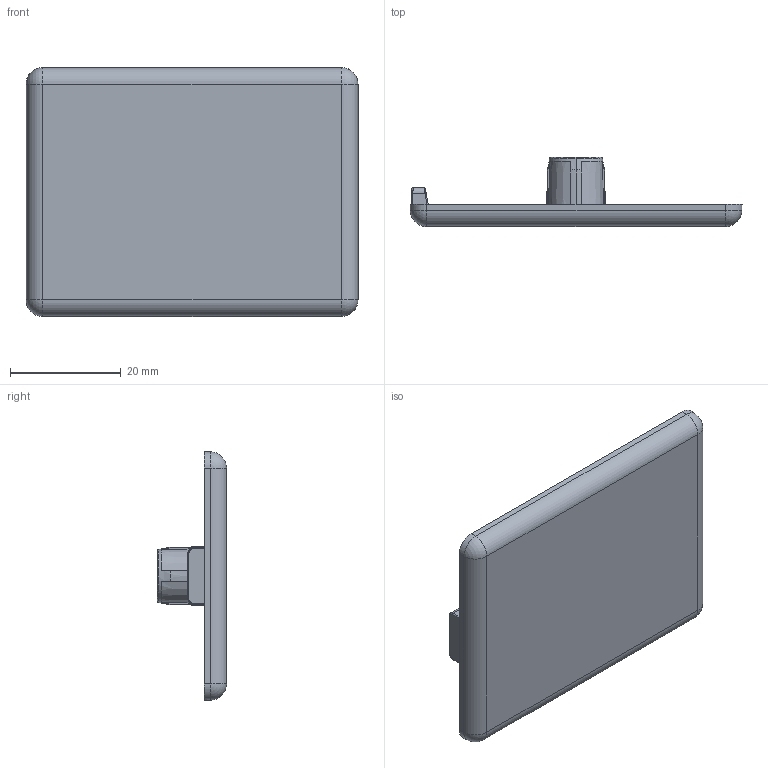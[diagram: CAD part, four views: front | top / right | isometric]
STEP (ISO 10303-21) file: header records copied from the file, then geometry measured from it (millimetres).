
FILE_DESCRIPTION (( 'STEP AP214' ), '1' );
FILE_NAME ('091017S02.STEP', '2021-08-25T15:45:48', ( '' ), ( '' ), 'SwSTEP 2.0', 'SolidWorks 2021', '' );
FILE_SCHEMA (( 'AUTOMOTIVE_DESIGN' ));
Length unit declared in the file: millimetre
Products named in the file (1): 091017S02
Bounding box: 60 x 12.5 x 45 mm (x, y, z)
Volume: 8841.3 mm3; surface area: 6685.7 mm2
Topology: 1 solids, 1 shells, 202 faces, 529 edges, 345 vertices
Faces by surface type: plane 137, cylinder 28, cone 17, bspline 14, sphere 4, torus 2
Entity records: 6524 total; most frequent: CARTESIAN_POINT 1625, ORIENTED_EDGE 1058, DIRECTION 926, EDGE_CURVE 529, VECTOR 386, LINE 386, VERTEX_POINT 345, AXIS2_PLACEMENT_3D 270
